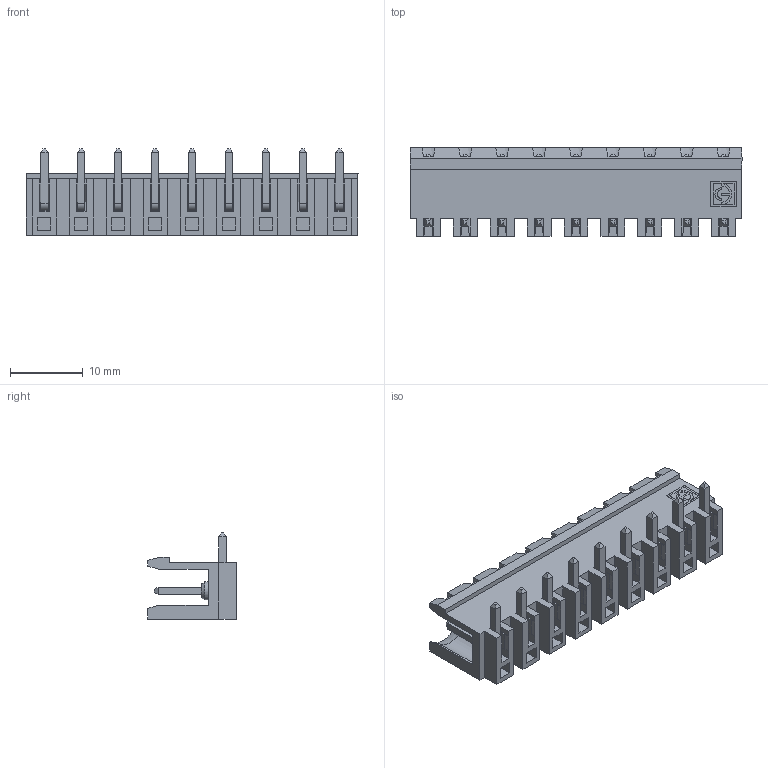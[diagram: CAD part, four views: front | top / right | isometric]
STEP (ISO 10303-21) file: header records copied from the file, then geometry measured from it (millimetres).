
FILE_DESCRIPTION(('STEP AP214'),'1');
FILE_NAME('PV09-5,08-HR.stp','2020-05-26T16:03:23',(' '),(' '),'Spatial InterOp 3D',' ',' ');
FILE_SCHEMA(('automotive_design'));
Length unit declared in the file: metre
Products named in the file (1): 1
Bounding box: 45.72 x 12.2 x 11.9 mm (x, y, z)
Volume: 1928.3 mm3; surface area: 3738.9 mm2
Topology: 1 solids, 1 shells, 558 faces, 1395 edges, 870 vertices
Faces by surface type: plane 506, cylinder 33, cone 18, extrusion 1
Full cylindrical faces by diameter (mm): 2.5 x9
Entity records: 20462 total; most frequent: CARTESIAN_POINT 2860, ORIENTED_EDGE 2736, DIRECTION 2549, EDGE_CURVE 1368, VECTOR 1265, LINE 1264, VERTEX_POINT 861, AXIS2_PLACEMENT_3D 642
